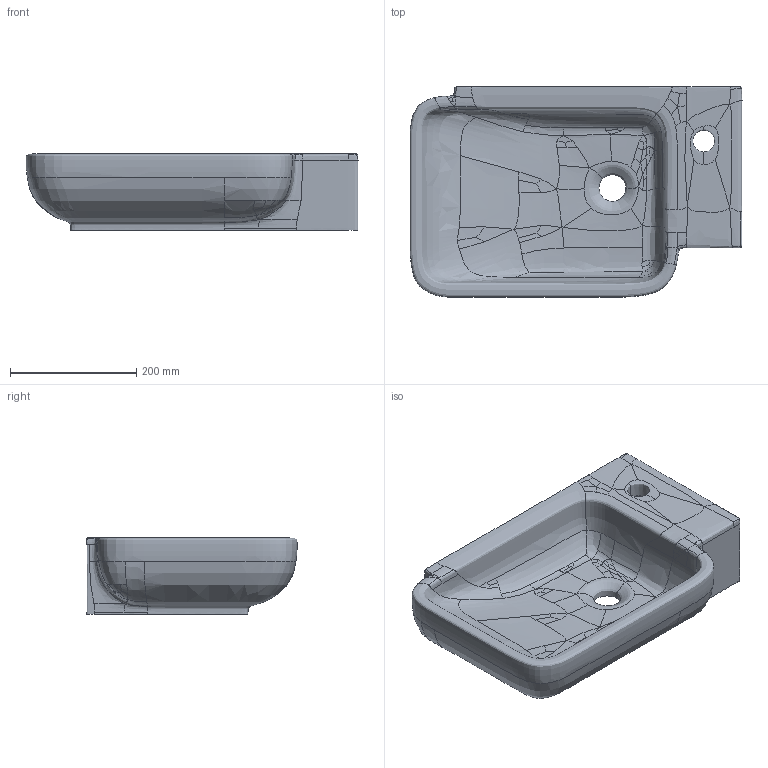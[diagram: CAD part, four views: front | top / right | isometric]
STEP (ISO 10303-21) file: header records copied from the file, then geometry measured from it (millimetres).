
FILE_DESCRIPTION(/* description */ (''),/* implementation_level */ '2;1');
FILE_NAME(/* name */ '4155',/* time_stamp */ '2025-07-02T16:53:40+03:00',/* author */ (''),/* organization */ (''),/* preprocessor_version */ 'ST-DEVELOPER v16.5',/* originating_system */ '',/* authorisation */ '');
FILE_SCHEMA (('AUTOMOTIVE_DESIGN_CC2'));
Length unit declared in the file: millimetre
Products named in the file (1): Document
Bounding box: 525.03 x 332.66 x 121.16 mm (x, y, z)
Surface area: 455535.1 mm2 (no closed solid volume)
Topology: 0 solids, 1 shells, 155 faces, 400 edges, 244 vertices
Faces by surface type: bspline 155
Entity records: 23047 total; most frequent: CARTESIAN_POINT 20557, ORIENTED_EDGE 792, EDGE_CURVE 400, B_SPLINE_CURVE_WITH_KNOTS 400, VERTEX_POINT 244, ADVANCED_FACE 155, FACE_OUTER_BOUND 155, EDGE_LOOP 155
